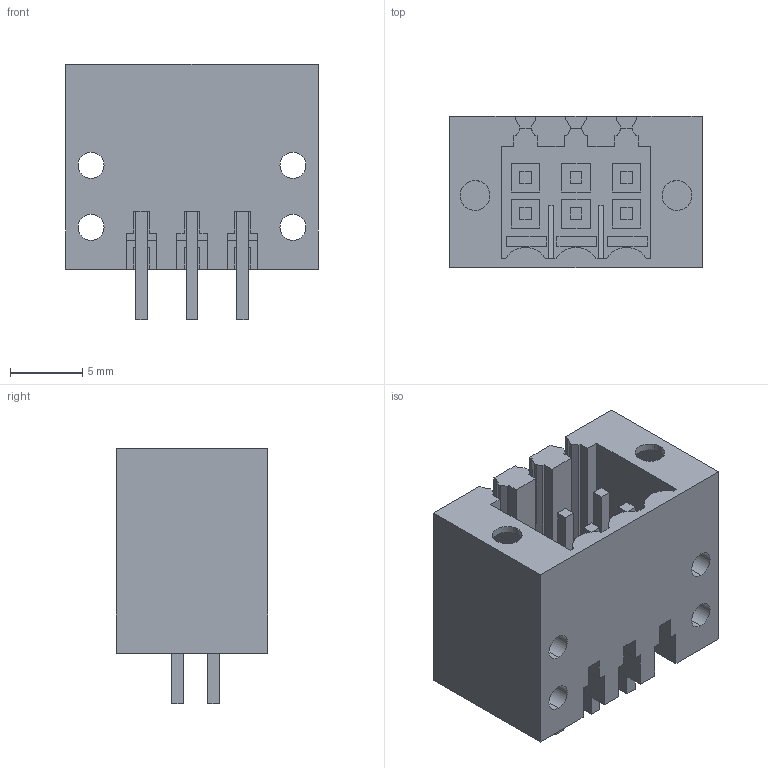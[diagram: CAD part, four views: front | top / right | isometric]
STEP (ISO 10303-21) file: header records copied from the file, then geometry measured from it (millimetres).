
FILE_DESCRIPTION(('CATIA V5 STEP Exchange','CAx-IF Rec.Pracs.--- Model Styling and Organization---1.4--- 2014-01-23'),'2;1');
FILE_NAME ('D1455163_0_1729590000_1729590000.stp','2019-02-22T08:49:02+00:00',('none'),('Weidmueller'),'CATIA Version 5-6 Release 2016 SP3 HF44','CATIA V5 STEP AP214','none');
FILE_SCHEMA(('AUTOMOTIVE_DESIGN { 1 0 10303 214 1 1 1 1 }'));
Length unit declared in the file: millimetre
Products named in the file (1): 1729590000
Bounding box: 17.5 x 10.5 x 17.7 mm (x, y, z)
Volume: 1344.7 mm3; surface area: 2850.2 mm2
Topology: 1 solids, 1 shells, 372 faces, 1020 edges, 678 vertices
Faces by surface type: plane 350, cylinder 22
Entity records: 11317 total; most frequent: ORIENTED_EDGE 2040, CARTESIAN_POINT 1957, DIRECTION 1522, EDGE_CURVE 1020, VECTOR 968, LINE 968, VERTEX_POINT 678, EDGE_LOOP 416
